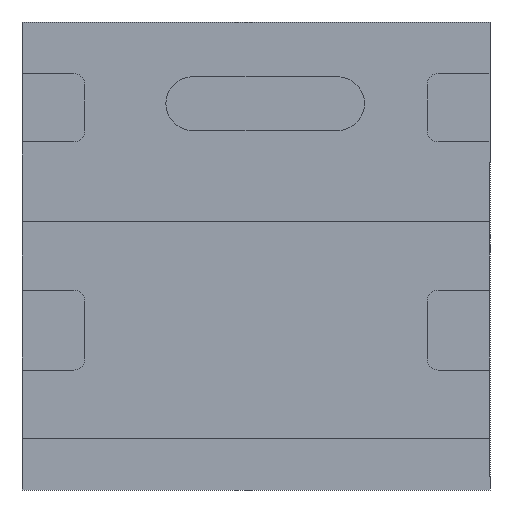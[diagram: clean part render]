
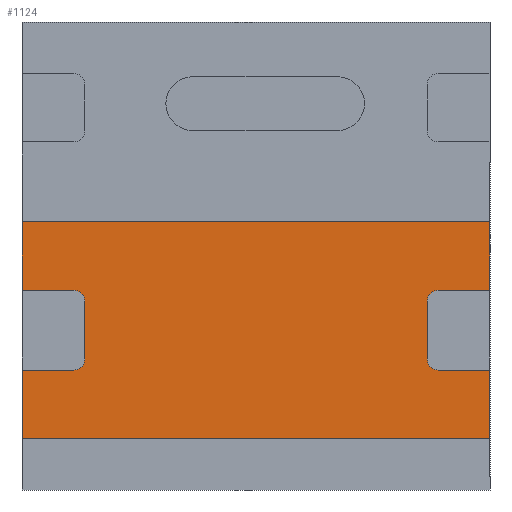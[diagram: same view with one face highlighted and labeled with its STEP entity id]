
A CAD part, front view. The second image highlights one B-rep face of the part: STEP entity #1124.
In plain terms, the highlighted planar face has unit normal (0, -1, 0).
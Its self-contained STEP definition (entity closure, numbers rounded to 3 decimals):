
#56 = EDGE_CURVE ( 'NONE', #499, #621, #2455, .T. ) ;
#101 = VERTEX_POINT ( 'NONE', #152 ) ;
#133 = ORIENTED_EDGE ( 'NONE', *, *, #782, .F. ) ;
#152 = CARTESIAN_POINT ( 'NONE',  ( 0.8, 0., -0.5 ) ) ;
#168 = DIRECTION ( 'NONE',  ( 1., 0., 0. ) ) ;
#181 = VECTOR ( 'NONE', #441, 1000. ) ;
#234 = CARTESIAN_POINT ( 'NONE',  ( -1.025, 0., -0.15 ) ) ;
#248 = CARTESIAN_POINT ( 'NONE',  ( 1.025, 0., -0.8 ) ) ;
#252 = CARTESIAN_POINT ( 'NONE',  ( -1.025, 0., -0.8 ) ) ;
#255 = EDGE_CURVE ( 'NONE', #879, #2046, #646, .T. ) ;
#259 = CARTESIAN_POINT ( 'NONE',  ( -1.025, 0., 0.15 ) ) ;
#281 = LINE ( 'NONE', #252, #397 ) ;
#308 = PLANE ( 'NONE',  #2263 ) ;
#339 = DIRECTION ( 'NONE',  ( 0., -1., 0. ) ) ;
#350 = CARTESIAN_POINT ( 'NONE',  ( 1.025, 0., 0.15 ) ) ;
#397 = VECTOR ( 'NONE', #629, 1000. ) ;
#439 = EDGE_CURVE ( 'NONE', #1704, #1972, #1500, .T. ) ;
#440 = EDGE_CURVE ( 'NONE', #2046, #2382, #2035, .T. ) ;
#441 = DIRECTION ( 'NONE',  ( -1., 0., 0. ) ) ;
#460 = DIRECTION ( 'NONE',  ( 0., 0., -1. ) ) ;
#471 = CARTESIAN_POINT ( 'NONE',  ( -0.8, 0., -0.45 ) ) ;
#475 = ORIENTED_EDGE ( 'NONE', *, *, #439, .F. ) ;
#493 = DIRECTION ( 'NONE',  ( 1., 0., 0. ) ) ;
#499 = VERTEX_POINT ( 'NONE', #1853 ) ;
#536 = CIRCLE ( 'NONE', #1948, 0.05 ) ;
#559 = ORIENTED_EDGE ( 'NONE', *, *, #56, .F. ) ;
#573 = ORIENTED_EDGE ( 'NONE', *, *, #1924, .F. ) ;
#595 = CARTESIAN_POINT ( 'NONE',  ( 1.025, 0., -0.8 ) ) ;
#621 = VERTEX_POINT ( 'NONE', #626 ) ;
#622 = EDGE_CURVE ( 'NONE', #645, #1356, #1367, .T. ) ;
#626 = CARTESIAN_POINT ( 'NONE',  ( -0.8, 0., -0.15 ) ) ;
#629 = DIRECTION ( 'NONE',  ( 0., 0., 1. ) ) ;
#645 = VERTEX_POINT ( 'NONE', #248 ) ;
#646 = CIRCLE ( 'NONE', #2020, 0.05 ) ;
#649 = CARTESIAN_POINT ( 'NONE',  ( 0.8, 0., -0.15 ) ) ;
#674 = VECTOR ( 'NONE', #926, 1000. ) ;
#687 = DIRECTION ( 'NONE',  ( 0., 0., -1. ) ) ;
#707 = FACE_OUTER_BOUND ( 'NONE', #1472, .T. ) ;
#743 = CARTESIAN_POINT ( 'NONE',  ( 1.025, 0., -0.5 ) ) ;
#749 = DIRECTION ( 'NONE',  ( 0., 0., -1. ) ) ;
#751 = DIRECTION ( 'NONE',  ( 0., 0., -1. ) ) ;
#754 = DIRECTION ( 'NONE',  ( 0., 0., -1. ) ) ;
#781 = VECTOR ( 'NONE', #1827, 1000. ) ;
#782 = EDGE_CURVE ( 'NONE', #1341, #879, #2386, .T. ) ;
#794 = ORIENTED_EDGE ( 'NONE', *, *, #622, .F. ) ;
#799 = ORIENTED_EDGE ( 'NONE', *, *, #255, .F. ) ;
#807 = CARTESIAN_POINT ( 'NONE',  ( 1.025, 0., -0.15 ) ) ;
#844 = CARTESIAN_POINT ( 'NONE',  ( 0.75, 0., -0.2 ) ) ;
#852 = DIRECTION ( 'NONE',  ( 1., 0., 0. ) ) ;
#865 = DIRECTION ( 'NONE',  ( 0., -1., 0. ) ) ;
#879 = VERTEX_POINT ( 'NONE', #1111 ) ;
#893 = CARTESIAN_POINT ( 'NONE',  ( -0.8, 0., -0.45 ) ) ;
#916 = DIRECTION ( 'NONE',  ( 0., -1., 0. ) ) ;
#926 = DIRECTION ( 'NONE',  ( 0., 0., 1. ) ) ;
#977 = ORIENTED_EDGE ( 'NONE', *, *, #1185, .F. ) ;
#995 = EDGE_CURVE ( 'NONE', #1098, #1364, #1844, .T. ) ;
#1059 = ORIENTED_EDGE ( 'NONE', *, *, #1720, .F. ) ;
#1098 = VERTEX_POINT ( 'NONE', #1134 ) ;
#1111 = CARTESIAN_POINT ( 'NONE',  ( 0.8, 0., -0.15 ) ) ;
#1124 = ADVANCED_FACE ( 'NONE', ( #707 ), #308, .T. ) ;
#1134 = CARTESIAN_POINT ( 'NONE',  ( -1.025, 0., 0.15 ) ) ;
#1137 = VECTOR ( 'NONE', #493, 1000. ) ;
#1144 = CARTESIAN_POINT ( 'NONE',  ( 0.8, 0., -0.45 ) ) ;
#1151 = CARTESIAN_POINT ( 'NONE',  ( 1.025, 0., -0.5 ) ) ;
#1166 = CARTESIAN_POINT ( 'NONE',  ( -0.8, 0., -0.5 ) ) ;
#1185 = EDGE_CURVE ( 'NONE', #2161, #645, #2147, .T. ) ;
#1203 = AXIS2_PLACEMENT_3D ( 'NONE', #2266, #916, #751 ) ;
#1219 = VECTOR ( 'NONE', #1986, 1000. ) ;
#1221 = LINE ( 'NONE', #2379, #1219 ) ;
#1252 = ORIENTED_EDGE ( 'NONE', *, *, #2390, .F. ) ;
#1264 = EDGE_CURVE ( 'NONE', #1972, #2475, #1433, .T. ) ;
#1333 = CARTESIAN_POINT ( 'NONE',  ( -0.75, 0., -0.45 ) ) ;
#1341 = VERTEX_POINT ( 'NONE', #807 ) ;
#1342 = LINE ( 'NONE', #743, #2461 ) ;
#1356 = VERTEX_POINT ( 'NONE', #2173 ) ;
#1357 = EDGE_CURVE ( 'NONE', #621, #1741, #1221, .T. ) ;
#1364 = VERTEX_POINT ( 'NONE', #350 ) ;
#1367 = LINE ( 'NONE', #1402, #181 ) ;
#1375 = VECTOR ( 'NONE', #1805, 1000. ) ;
#1402 = CARTESIAN_POINT ( 'NONE',  ( -1.025, 0., -0.8 ) ) ;
#1433 = CIRCLE ( 'NONE', #2282, 0.05 ) ;
#1449 = ORIENTED_EDGE ( 'NONE', *, *, #995, .F. ) ;
#1472 = EDGE_LOOP ( 'NONE', ( #1059, #794, #977, #1744, #573, #2156, #799, #133, #1648, #1449, #2343, #1803, #559, #1252, #2143, #475 ) ) ;
#1475 = EDGE_CURVE ( 'NONE', #1364, #1341, #2037, .T. ) ;
#1500 = LINE ( 'NONE', #1864, #1137 ) ;
#1546 = DIRECTION ( 'NONE',  ( 0., -1., 0. ) ) ;
#1586 = CARTESIAN_POINT ( 'NONE',  ( -1.025, 0., -0.15 ) ) ;
#1648 = ORIENTED_EDGE ( 'NONE', *, *, #1475, .F. ) ;
#1655 = CARTESIAN_POINT ( 'NONE',  ( 0.75, 0., -0.45 ) ) ;
#1702 = LINE ( 'NONE', #1333, #674 ) ;
#1704 = VERTEX_POINT ( 'NONE', #2208 ) ;
#1709 = VECTOR ( 'NONE', #852, 1000. ) ;
#1720 = EDGE_CURVE ( 'NONE', #1356, #1704, #281, .T. ) ;
#1741 = VERTEX_POINT ( 'NONE', #1586 ) ;
#1744 = ORIENTED_EDGE ( 'NONE', *, *, #2243, .F. ) ;
#1803 = ORIENTED_EDGE ( 'NONE', *, *, #1357, .F. ) ;
#1805 = DIRECTION ( 'NONE',  ( 0., 0., 1. ) ) ;
#1827 = DIRECTION ( 'NONE',  ( -1., 0., 0. ) ) ;
#1844 = LINE ( 'NONE', #259, #1709 ) ;
#1853 = CARTESIAN_POINT ( 'NONE',  ( -0.75, 0., -0.2 ) ) ;
#1864 = CARTESIAN_POINT ( 'NONE',  ( -1.025, 0., -0.5 ) ) ;
#1878 = DIRECTION ( 'NONE',  ( 0., 0., -1. ) ) ;
#1908 = CARTESIAN_POINT ( 'NONE',  ( 0.75, 0., -0.45 ) ) ;
#1914 = VECTOR ( 'NONE', #754, 1000. ) ;
#1923 = CARTESIAN_POINT ( 'NONE',  ( 0.8, 0., -0.2 ) ) ;
#1924 = EDGE_CURVE ( 'NONE', #2382, #101, #536, .T. ) ;
#1929 = DIRECTION ( 'NONE',  ( 0., -1., 0. ) ) ;
#1947 = VECTOR ( 'NONE', #687, 1000. ) ;
#1948 = AXIS2_PLACEMENT_3D ( 'NONE', #1144, #1929, #749 ) ;
#1972 = VERTEX_POINT ( 'NONE', #1166 ) ;
#1986 = DIRECTION ( 'NONE',  ( -1., 0., 0. ) ) ;
#2020 = AXIS2_PLACEMENT_3D ( 'NONE', #1923, #1546, #2196 ) ;
#2035 = LINE ( 'NONE', #1655, #1947 ) ;
#2037 = LINE ( 'NONE', #2047, #2062 ) ;
#2046 = VERTEX_POINT ( 'NONE', #844 ) ;
#2047 = CARTESIAN_POINT ( 'NONE',  ( 1.025, 0., -0.15 ) ) ;
#2062 = VECTOR ( 'NONE', #2431, 1000. ) ;
#2135 = EDGE_CURVE ( 'NONE', #1741, #1098, #2155, .T. ) ;
#2143 = ORIENTED_EDGE ( 'NONE', *, *, #1264, .F. ) ;
#2147 = LINE ( 'NONE', #595, #1914 ) ;
#2155 = LINE ( 'NONE', #234, #1375 ) ;
#2156 = ORIENTED_EDGE ( 'NONE', *, *, #440, .F. ) ;
#2161 = VERTEX_POINT ( 'NONE', #1151 ) ;
#2173 = CARTESIAN_POINT ( 'NONE',  ( -1.025, 0., -0.8 ) ) ;
#2196 = DIRECTION ( 'NONE',  ( 0., 0., -1. ) ) ;
#2208 = CARTESIAN_POINT ( 'NONE',  ( -1.025, 0., -0.5 ) ) ;
#2243 = EDGE_CURVE ( 'NONE', #101, #2161, #1342, .T. ) ;
#2263 = AXIS2_PLACEMENT_3D ( 'NONE', #893, #339, #1878 ) ;
#2266 = CARTESIAN_POINT ( 'NONE',  ( -0.8, 0., -0.2 ) ) ;
#2282 = AXIS2_PLACEMENT_3D ( 'NONE', #471, #865, #460 ) ;
#2343 = ORIENTED_EDGE ( 'NONE', *, *, #2135, .F. ) ;
#2379 = CARTESIAN_POINT ( 'NONE',  ( -0.8, 0., -0.15 ) ) ;
#2382 = VERTEX_POINT ( 'NONE', #1908 ) ;
#2386 = LINE ( 'NONE', #649, #781 ) ;
#2390 = EDGE_CURVE ( 'NONE', #2475, #499, #1702, .T. ) ;
#2431 = DIRECTION ( 'NONE',  ( 0., 0., -1. ) ) ;
#2438 = CARTESIAN_POINT ( 'NONE',  ( -0.75, 0., -0.45 ) ) ;
#2455 = CIRCLE ( 'NONE', #1203, 0.05 ) ;
#2461 = VECTOR ( 'NONE', #168, 1000. ) ;
#2475 = VERTEX_POINT ( 'NONE', #2438 ) ;
